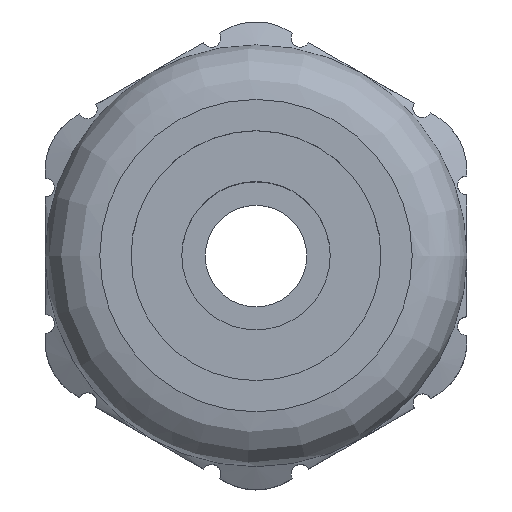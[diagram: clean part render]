
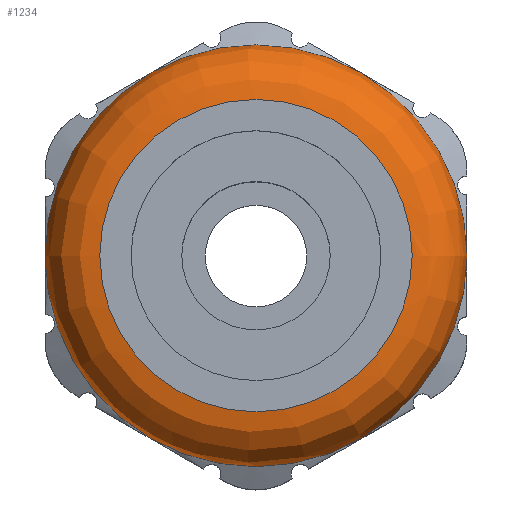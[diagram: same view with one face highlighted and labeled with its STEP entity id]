
A CAD part, top view. The second image highlights one B-rep face of the part: STEP entity #1234.
In plain terms, the highlighted free-form (B-spline) face has degree [2, 2] with [5, 7] control points.
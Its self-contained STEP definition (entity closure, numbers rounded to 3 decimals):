
#1023=(
BOUNDED_SURFACE()
B_SPLINE_SURFACE(2,2,((#7041,#7042,#7043,#7044,#7045,#7046,#7047),(#7048,
#7049,#7050,#7051,#7052,#7053,#7054),(#7055,#7056,#7057,#7058,#7059,#7060,
#7061),(#7062,#7063,#7064,#7065,#7066,#7067,#7068),(#7069,#7070,#7071,#7072,
#7073,#7074,#7075)),.UNSPECIFIED.,.F.,.T.,.F.)
B_SPLINE_SURFACE_WITH_KNOTS((3,2,3),(1,2,2,2,2,1),(0.,0.5,1.),(-0.333,
0.,0.333,0.667,1.,1.333),
 .UNSPECIFIED.)
GEOMETRIC_REPRESENTATION_ITEM()
RATIONAL_B_SPLINE_SURFACE(((1.,0.5,1.,0.5,1.,0.5,1.),(0.854,
0.427,0.854,0.427,0.854,0.427,
0.854),(0.854,0.427,0.854,
0.427,0.854,0.427,0.854),
(0.854,0.427,0.854,0.427,
0.854,0.427,0.854),(1.,0.5,1.,0.5,1.,
0.5,1.)))
REPRESENTATION_ITEM('')
SURFACE()
);
#1234=ADVANCED_FACE('',(#1479,#1480),#1023,.T.);
#1479=FACE_BOUND('',#1571,.T.);
#1480=FACE_BOUND('',#1572,.T.);
#1571=EDGE_LOOP('',(#2012));
#1572=EDGE_LOOP('',(#2013));
#2012=ORIENTED_EDGE('',*,*,#3271,.F.);
#2013=ORIENTED_EDGE('',*,*,#3272,.F.);
#2854=VERTEX_POINT('',#7037);
#2855=VERTEX_POINT('',#7040);
#3271=EDGE_CURVE('',#2854,#2854,#3702,.T.);
#3272=EDGE_CURVE('',#2855,#2855,#3703,.T.);
#3702=CIRCLE('',#5140,13.5);
#3703=CIRCLE('',#5142,10.);
#5140=AXIS2_PLACEMENT_3D('',#7036,#5661,#5662);
#5142=AXIS2_PLACEMENT_3D('',#7039,#5665,#5666);
#5661=DIRECTION('',(0.,0.,-1.));
#5662=DIRECTION('',(1.,0.,0.));
#5665=DIRECTION('',(0.,0.,1.));
#5666=DIRECTION('',(1.,0.,0.));
#7036=CARTESIAN_POINT('',(0.,0.,6.6));
#7037=CARTESIAN_POINT('',(13.5,0.,6.6));
#7039=CARTESIAN_POINT('',(0.,0.,10.1));
#7040=CARTESIAN_POINT('',(10.,0.,10.1));
#7041=CARTESIAN_POINT('',(13.5,0.,6.6));
#7042=CARTESIAN_POINT('',(13.5,-23.383,6.6));
#7043=CARTESIAN_POINT('',(-6.75,-11.691,6.6));
#7044=CARTESIAN_POINT('',(-27.,0.,6.6));
#7045=CARTESIAN_POINT('',(-6.75,11.691,6.6));
#7046=CARTESIAN_POINT('',(13.5,23.383,6.6));
#7047=CARTESIAN_POINT('',(13.5,0.,6.6));
#7048=CARTESIAN_POINT('',(13.5,0.,8.05));
#7049=CARTESIAN_POINT('',(13.5,-23.383,8.05));
#7050=CARTESIAN_POINT('',(-6.75,-11.691,8.05));
#7051=CARTESIAN_POINT('',(-27.,0.,8.05));
#7052=CARTESIAN_POINT('',(-6.75,11.691,8.05));
#7053=CARTESIAN_POINT('',(13.5,23.383,8.05));
#7054=CARTESIAN_POINT('',(13.5,0.,8.05));
#7055=CARTESIAN_POINT('',(12.475,0.,9.075));
#7056=CARTESIAN_POINT('',(12.475,-21.607,9.075));
#7057=CARTESIAN_POINT('',(-6.237,-10.804,9.075));
#7058=CARTESIAN_POINT('',(-24.95,0.,9.075));
#7059=CARTESIAN_POINT('',(-6.237,10.804,9.075));
#7060=CARTESIAN_POINT('',(12.475,21.607,9.075));
#7061=CARTESIAN_POINT('',(12.475,0.,9.075));
#7062=CARTESIAN_POINT('',(11.45,0.,10.1));
#7063=CARTESIAN_POINT('',(11.45,-19.832,10.1));
#7064=CARTESIAN_POINT('',(-5.725,-9.916,10.1));
#7065=CARTESIAN_POINT('',(-22.899,0.,10.1));
#7066=CARTESIAN_POINT('',(-5.725,9.916,10.1));
#7067=CARTESIAN_POINT('',(11.45,19.832,10.1));
#7068=CARTESIAN_POINT('',(11.45,0.,10.1));
#7069=CARTESIAN_POINT('',(10.,0.,10.1));
#7070=CARTESIAN_POINT('',(10.,-17.321,10.1));
#7071=CARTESIAN_POINT('',(-5.,-8.66,10.1));
#7072=CARTESIAN_POINT('',(-20.,0.,10.1));
#7073=CARTESIAN_POINT('',(-5.,8.66,10.1));
#7074=CARTESIAN_POINT('',(10.,17.321,10.1));
#7075=CARTESIAN_POINT('',(10.,0.,10.1));
